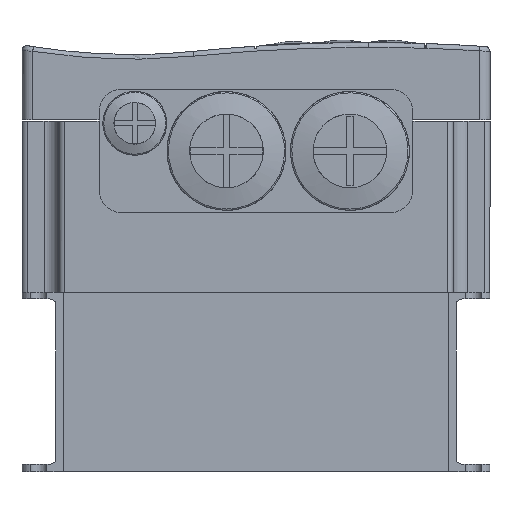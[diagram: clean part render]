
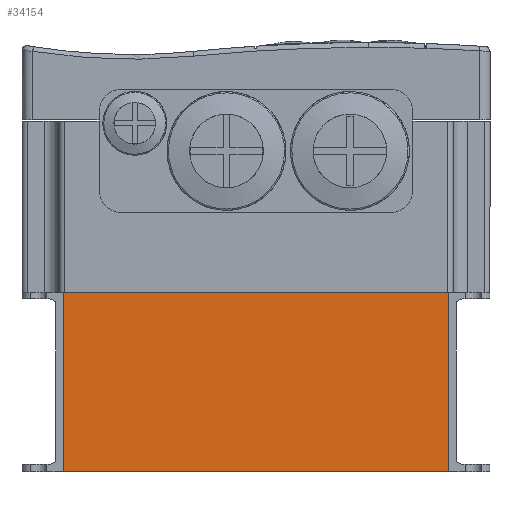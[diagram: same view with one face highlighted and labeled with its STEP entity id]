
A CAD part, front view. The second image highlights one B-rep face of the part: STEP entity #34154.
In plain terms, the highlighted planar face has unit normal (0, -1, 0).
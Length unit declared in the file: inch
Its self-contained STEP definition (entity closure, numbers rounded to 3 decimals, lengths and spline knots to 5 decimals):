
#1274 = VERTEX_POINT ( 'NONE', #37269 ) ;
#2025 = CARTESIAN_POINT ( 'NONE',  ( -3.245, -6.345, -4.61267 ) ) ;
#6141 = DIRECTION ( 'NONE',  ( 0., 0., 1. ) ) ;
#6556 = VERTEX_POINT ( 'NONE', #35408 ) ;
#7092 = LINE ( 'NONE', #25449, #49467 ) ;
#7323 = CARTESIAN_POINT ( 'NONE',  ( 3.245, -6.345, -4. ) ) ;
#9361 = DIRECTION ( 'NONE',  ( 0., 0., 1. ) ) ;
#10111 = PLANE ( 'NONE',  #17302 ) ;
#10398 = EDGE_CURVE ( 'NONE', #33354, #6556, #40692, .T. ) ;
#13900 = DIRECTION ( 'NONE',  ( 1., 0., 0. ) ) ;
#14474 = EDGE_LOOP ( 'NONE', ( #53138, #48091, #40056, #20542 ) ) ;
#14693 = LINE ( 'NONE', #21250, #36470 ) ;
#14881 = EDGE_CURVE ( 'NONE', #1274, #47350, #50253, .T. ) ;
#17302 = AXIS2_PLACEMENT_3D ( 'NONE', #2025, #30708, #6141 ) ;
#17496 = VECTOR ( 'NONE', #51259, 39.37008 ) ;
#20542 = ORIENTED_EDGE ( 'NONE', *, *, #10398, .F. ) ;
#21250 = CARTESIAN_POINT ( 'NONE',  ( -3.935, -6.345, -4. ) ) ;
#21884 = DIRECTION ( 'NONE',  ( 1., 0., 0. ) ) ;
#24061 = FACE_OUTER_BOUND ( 'NONE', #14474, .T. ) ;
#24724 = EDGE_CURVE ( 'NONE', #6556, #1274, #7092, .T. ) ;
#25208 = CARTESIAN_POINT ( 'NONE',  ( -3.245, -6.345, -4. ) ) ;
#25449 = CARTESIAN_POINT ( 'NONE',  ( -3.245, -6.345, -0.98 ) ) ;
#25515 = EDGE_CURVE ( 'NONE', #33354, #47350, #14693, .T. ) ;
#30443 = CARTESIAN_POINT ( 'NONE',  ( 3.245, -6.345, -0.98 ) ) ;
#30695 = CARTESIAN_POINT ( 'NONE',  ( -3.245, -6.345, -4.61267 ) ) ;
#30708 = DIRECTION ( 'NONE',  ( 0., -1., 0. ) ) ;
#33354 = VERTEX_POINT ( 'NONE', #25208 ) ;
#34154 = ADVANCED_FACE ( 'NONE', ( #24061 ), #10111, .T. ) ;
#35408 = CARTESIAN_POINT ( 'NONE',  ( -3.245, -6.345, -0.98 ) ) ;
#36470 = VECTOR ( 'NONE', #13900, 39.37008 ) ;
#37269 = CARTESIAN_POINT ( 'NONE',  ( 3.245, -6.345, -0.98 ) ) ;
#40056 = ORIENTED_EDGE ( 'NONE', *, *, #24724, .F. ) ;
#40692 = LINE ( 'NONE', #30695, #51617 ) ;
#47350 = VERTEX_POINT ( 'NONE', #7323 ) ;
#48091 = ORIENTED_EDGE ( 'NONE', *, *, #14881, .F. ) ;
#49467 = VECTOR ( 'NONE', #21884, 39.37008 ) ;
#50253 = LINE ( 'NONE', #30443, #17496 ) ;
#51259 = DIRECTION ( 'NONE',  ( 0., 0., -1. ) ) ;
#51617 = VECTOR ( 'NONE', #9361, 39.37008 ) ;
#53138 = ORIENTED_EDGE ( 'NONE', *, *, #25515, .T. ) ;
